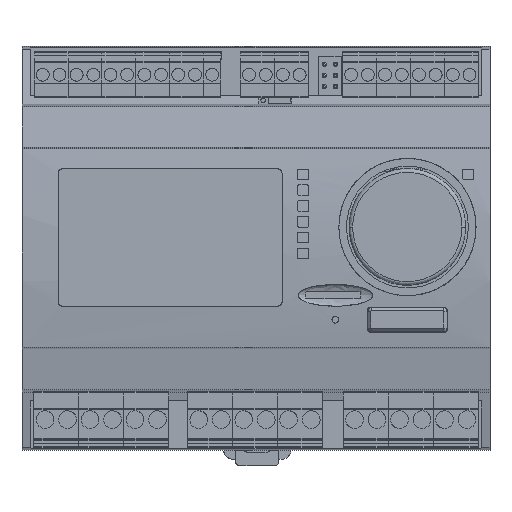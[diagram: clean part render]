
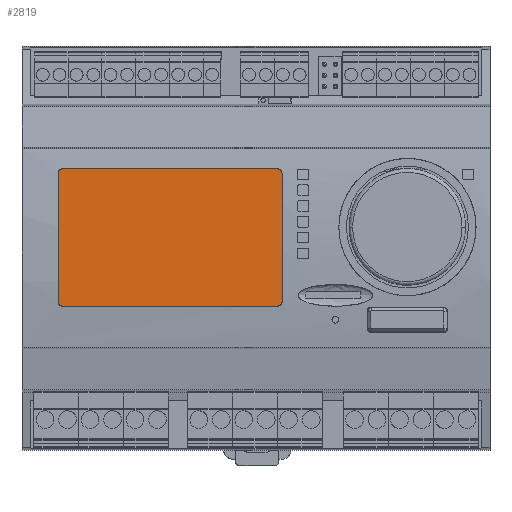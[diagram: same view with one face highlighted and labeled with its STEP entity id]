
A CAD part, top view. The second image highlights one B-rep face of the part: STEP entity #2819.
In plain terms, the highlighted planar face has unit normal (0, 0, 1).
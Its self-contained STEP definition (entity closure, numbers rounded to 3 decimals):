
#730=(
BOUNDED_CURVE()
B_SPLINE_CURVE(2,(#26094,#26095,#26096),.UNSPECIFIED.,.F.,.F.)
B_SPLINE_CURVE_WITH_KNOTS((3,3),(0.,2.),.UNSPECIFIED.)
CURVE()
GEOMETRIC_REPRESENTATION_ITEM()
RATIONAL_B_SPLINE_CURVE((1.,0.707,1.))
REPRESENTATION_ITEM('')
);
#731=(
BOUNDED_CURVE()
B_SPLINE_CURVE(2,(#26099,#26100,#26101),.UNSPECIFIED.,.F.,.F.)
B_SPLINE_CURVE_WITH_KNOTS((3,3),(0.,2.),.UNSPECIFIED.)
CURVE()
GEOMETRIC_REPRESENTATION_ITEM()
RATIONAL_B_SPLINE_CURVE((1.,0.707,1.))
REPRESENTATION_ITEM('')
);
#732=(
BOUNDED_CURVE()
B_SPLINE_CURVE(2,(#26104,#26105,#26106),.UNSPECIFIED.,.F.,.F.)
B_SPLINE_CURVE_WITH_KNOTS((3,3),(0.,2.),.UNSPECIFIED.)
CURVE()
GEOMETRIC_REPRESENTATION_ITEM()
RATIONAL_B_SPLINE_CURVE((1.,0.707,1.))
REPRESENTATION_ITEM('')
);
#733=(
BOUNDED_CURVE()
B_SPLINE_CURVE(2,(#26109,#26110,#26111),.UNSPECIFIED.,.F.,.F.)
B_SPLINE_CURVE_WITH_KNOTS((3,3),(0.,2.),.UNSPECIFIED.)
CURVE()
GEOMETRIC_REPRESENTATION_ITEM()
RATIONAL_B_SPLINE_CURVE((1.,0.707,1.))
REPRESENTATION_ITEM('')
);
#2819=ADVANCED_FACE('',(#4093),#20535,.T.);
#4093=FACE_OUTER_BOUND('',#5381,.T.);
#5381=EDGE_LOOP('',(#7504,#7505,#7506,#7507,#7508,#7509,#7510,#7511));
#7504=ORIENTED_EDGE('',*,*,#13363,.T.);
#7505=ORIENTED_EDGE('',*,*,#13364,.T.);
#7506=ORIENTED_EDGE('',*,*,#13365,.T.);
#7507=ORIENTED_EDGE('',*,*,#13366,.T.);
#7508=ORIENTED_EDGE('',*,*,#13367,.T.);
#7509=ORIENTED_EDGE('',*,*,#13368,.T.);
#7510=ORIENTED_EDGE('',*,*,#13369,.T.);
#7511=ORIENTED_EDGE('',*,*,#13370,.T.);
#13363=EDGE_CURVE('',#18586,#18587,#16445,.T.);
#13364=EDGE_CURVE('',#18587,#18588,#730,.T.);
#13365=EDGE_CURVE('',#18588,#18589,#16446,.T.);
#13366=EDGE_CURVE('',#18589,#18590,#731,.T.);
#13367=EDGE_CURVE('',#18590,#18591,#16447,.T.);
#13368=EDGE_CURVE('',#18591,#18592,#732,.T.);
#13369=EDGE_CURVE('',#18592,#18593,#16448,.T.);
#13370=EDGE_CURVE('',#18593,#18586,#733,.T.);
#16445=B_SPLINE_CURVE_WITH_KNOTS('',1,(#26092,#26093),.UNSPECIFIED.,.F.,
 .F.,(2,2),(0.,29.),.UNSPECIFIED.);
#16446=B_SPLINE_CURVE_WITH_KNOTS('',1,(#26097,#26098),.UNSPECIFIED.,.F.,
 .F.,(2,2),(0.,48.6),.UNSPECIFIED.);
#16447=B_SPLINE_CURVE_WITH_KNOTS('',1,(#26102,#26103),.UNSPECIFIED.,.F.,
 .F.,(2,2),(0.,29.),.UNSPECIFIED.);
#16448=B_SPLINE_CURVE_WITH_KNOTS('',1,(#26107,#26108),.UNSPECIFIED.,.F.,
 .F.,(2,2),(0.,48.6),.UNSPECIFIED.);
#18586=VERTEX_POINT('',#26084);
#18587=VERTEX_POINT('',#26085);
#18588=VERTEX_POINT('',#26086);
#18589=VERTEX_POINT('',#26087);
#18590=VERTEX_POINT('',#26088);
#18591=VERTEX_POINT('',#26089);
#18592=VERTEX_POINT('',#26090);
#18593=VERTEX_POINT('',#26091);
#20535=PLANE('',#21533);
#21533=AXIS2_PLACEMENT_3D('',#26083,#22771,$);
#22771=DIRECTION('',(0.,0.,1.));
#26083=CARTESIAN_POINT('',(-50.087,-16.131,49.809));
#26084=CARTESIAN_POINT('',(5.585,-12.019,49.809));
#26085=CARTESIAN_POINT('',(5.585,16.981,49.809));
#26086=CARTESIAN_POINT('',(4.585,17.981,49.809));
#26087=CARTESIAN_POINT('',(-44.015,17.981,49.809));
#26088=CARTESIAN_POINT('',(-45.015,16.981,49.809));
#26089=CARTESIAN_POINT('',(-45.015,-12.019,49.809));
#26090=CARTESIAN_POINT('',(-44.015,-13.019,49.809));
#26091=CARTESIAN_POINT('',(4.585,-13.019,49.809));
#26092=CARTESIAN_POINT('',(5.585,-12.019,49.809));
#26093=CARTESIAN_POINT('',(5.585,16.981,49.809));
#26094=CARTESIAN_POINT('',(5.585,16.981,49.809));
#26095=CARTESIAN_POINT('',(5.585,17.981,49.809));
#26096=CARTESIAN_POINT('',(4.585,17.981,49.809));
#26097=CARTESIAN_POINT('',(4.585,17.981,49.809));
#26098=CARTESIAN_POINT('',(-44.015,17.981,49.809));
#26099=CARTESIAN_POINT('',(-44.015,17.981,49.809));
#26100=CARTESIAN_POINT('',(-45.015,17.981,49.809));
#26101=CARTESIAN_POINT('',(-45.015,16.981,49.809));
#26102=CARTESIAN_POINT('',(-45.015,16.981,49.809));
#26103=CARTESIAN_POINT('',(-45.015,-12.019,49.809));
#26104=CARTESIAN_POINT('',(-45.015,-12.019,49.809));
#26105=CARTESIAN_POINT('',(-45.015,-13.019,49.809));
#26106=CARTESIAN_POINT('',(-44.015,-13.019,49.809));
#26107=CARTESIAN_POINT('',(-44.015,-13.019,49.809));
#26108=CARTESIAN_POINT('',(4.585,-13.019,49.809));
#26109=CARTESIAN_POINT('',(4.585,-13.019,49.809));
#26110=CARTESIAN_POINT('',(5.585,-13.019,49.809));
#26111=CARTESIAN_POINT('',(5.585,-12.019,49.809));
